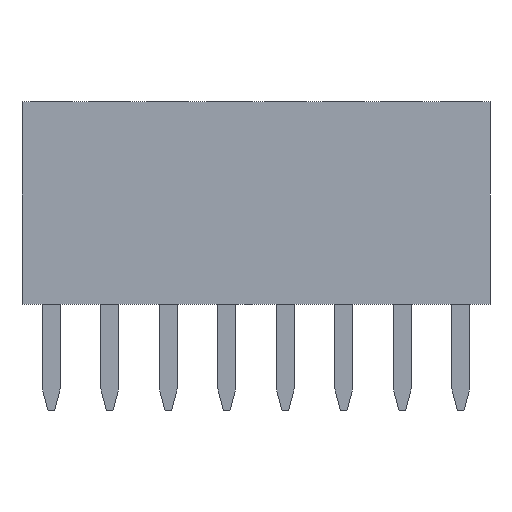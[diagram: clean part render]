
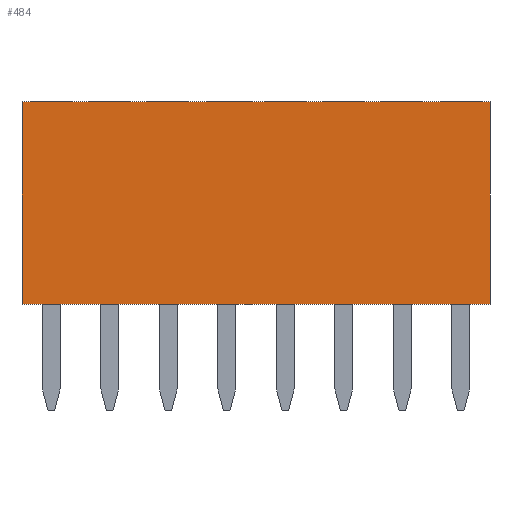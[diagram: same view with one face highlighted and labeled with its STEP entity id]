
A CAD part, front view. The second image highlights one B-rep face of the part: STEP entity #484.
In plain terms, the highlighted planar face has unit normal (0, -1, 0).
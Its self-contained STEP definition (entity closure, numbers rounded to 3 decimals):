
#484=ADVANCED_FACE('',(#4976),#4978,.T.);
#4976=FACE_BOUND('',#4977,.T.);
#4977=EDGE_LOOP('',(#8521,#8522,#8523,#8524));
#4978=PLANE('',#4979);
#4979=AXIS2_PLACEMENT_3D('',#4980,#4981,#4982);
#4980=CARTESIAN_POINT('',(-0.635,-0.9,0.));
#4981=DIRECTION('',(0.,-1.,0.));
#4982=DIRECTION('',(1.,0.,0.));
#8521=ORIENTED_EDGE('',*,*,#11012,.T.);
#8522=ORIENTED_EDGE('',*,*,#11082,.T.);
#8523=ORIENTED_EDGE('',*,*,#11083,.F.);
#8524=ORIENTED_EDGE('',*,*,#11017,.F.);
#11012=EDGE_CURVE('',#12421,#12419,#12422,.T.);
#11017=EDGE_CURVE('',#12421,#12429,#12430,.T.);
#11082=EDGE_CURVE('',#12419,#12528,#12530,.T.);
#11083=EDGE_CURVE('',#12429,#12528,#12531,.T.);
#12419=VERTEX_POINT('',#14759);
#12421=VERTEX_POINT('',#14763);
#12422=LINE('',#14764,#14765);
#12429=VERTEX_POINT('',#14781);
#12430=LINE('',#14782,#14783);
#12528=VERTEX_POINT('',#15008);
#12530=LINE('',#15012,#15013);
#12531=LINE('',#15015,#15016);
#14759=CARTESIAN_POINT('',(9.525,-0.9,0.));
#14763=CARTESIAN_POINT('',(-0.635,-0.9,0.));
#14764=CARTESIAN_POINT('',(-0.635,-0.9,0.));
#14765=VECTOR('',#14766,1.);
#14766=DIRECTION('',(1.,0.,0.));
#14781=CARTESIAN_POINT('',(-0.635,-0.9,4.4));
#14782=CARTESIAN_POINT('',(-0.635,-0.9,0.));
#14783=VECTOR('',#14784,1.);
#14784=DIRECTION('',(0.,0.,1.));
#15008=CARTESIAN_POINT('',(9.525,-0.9,4.4));
#15012=CARTESIAN_POINT('',(9.525,-0.9,0.));
#15013=VECTOR('',#15014,1.);
#15014=DIRECTION('',(0.,0.,1.));
#15015=CARTESIAN_POINT('',(-0.635,-0.9,4.4));
#15016=VECTOR('',#15017,1.);
#15017=DIRECTION('',(1.,0.,0.));
